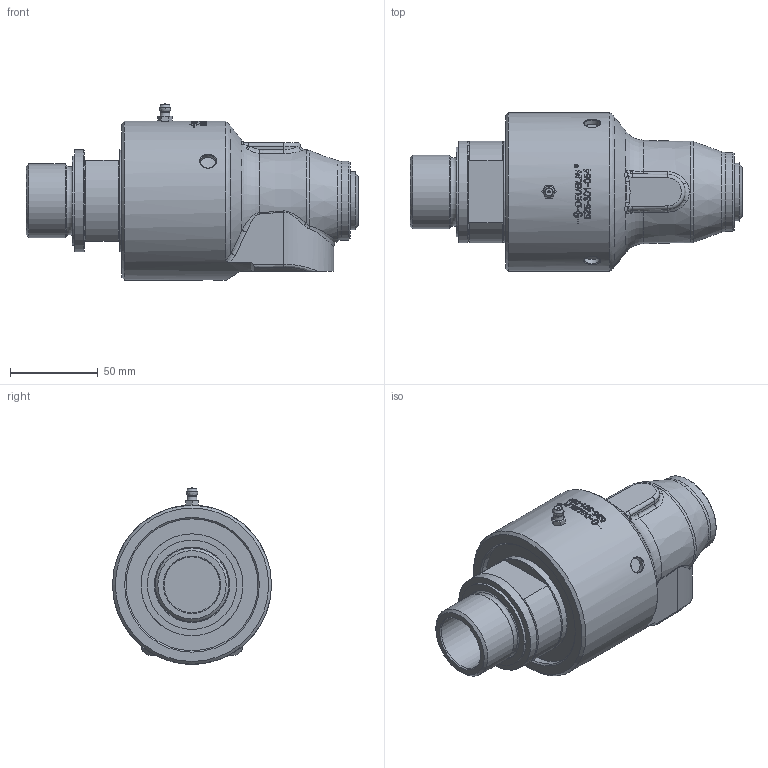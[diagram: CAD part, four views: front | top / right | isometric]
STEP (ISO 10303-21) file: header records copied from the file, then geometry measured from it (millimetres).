
FILE_DESCRIPTION(/* description */ (''),/* implementation_level */ '2;1');
FILE_NAME(/* name */ '525-301-054-IC.stp',/* time_stamp */ '2020-05-19T14:53:19-05:00',/* author */ ('GALINDOLM'),/* organization */ (''),/* preprocessor_version */ 'ST-DEVELOPER v18',/* originating_system */ 'Autodesk Inventor 2020',/* authorisation */ '');
FILE_SCHEMA (('AUTOMOTIVE_DESIGN { 1 0 10303 214 3 1 1 }'));
Length unit declared in the file: millimetre
Products named in the file (1): 525-301-054-IC
Bounding box: 189 x 90.5 x 100.49 mm (x, y, z)
Volume: 648213.6 mm3; surface area: 65255.6 mm2
Topology: 1 solids, 5 shells, 509 faces, 1359 edges, 898 vertices
Faces by surface type: plane 243, bspline 152, cylinder 68, cone 31, torus 13, sphere 2
Full cylindrical faces by diameter (mm): 3 x2, 3.12 x2, 8.6 x3, 31.8 x1, 38.952 x1, 41.91 x1, 42.9 x1, 45 x1, 50.1 x1, 50.8 x1, 58 x2, 75.08 x1, 90.5 x1
Entity records: 21441 total; most frequent: CARTESIAN_POINT 9171, ORIENTED_EDGE 2708, DIRECTION 2244, EDGE_CURVE 1354, VERTEX_POINT 898, AXIS2_PLACEMENT_3D 892, EDGE_LOOP 554, FACE_OUTER_BOUND 509
